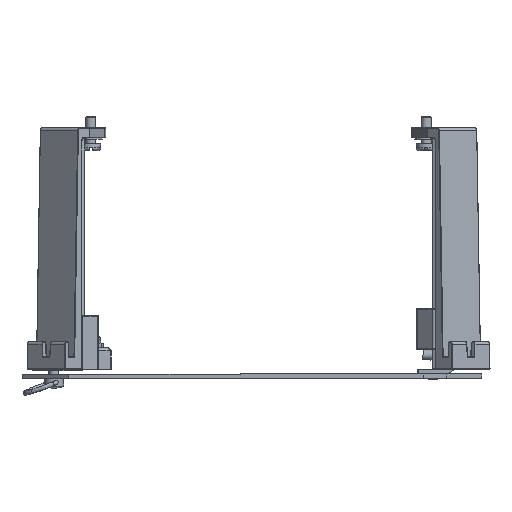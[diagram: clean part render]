
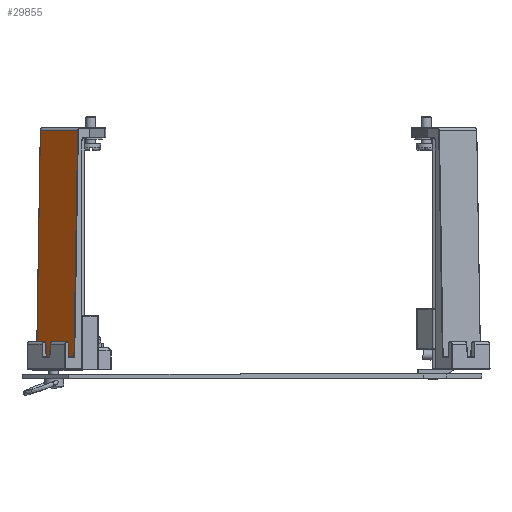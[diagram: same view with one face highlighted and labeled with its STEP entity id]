
A CAD part, front view. The second image highlights one B-rep face of the part: STEP entity #29855.
In plain terms, the highlighted planar face has unit normal (-0.707, -0.707, 0.023).
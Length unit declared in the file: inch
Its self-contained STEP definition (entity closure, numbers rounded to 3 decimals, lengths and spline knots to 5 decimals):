
#1722 = DIRECTION ( 'NONE',  ( -0.016, -0.016, -1. ) ) ;
#2414 = LINE ( 'NONE', #66104, #4509 ) ;
#3798 = EDGE_CURVE ( 'NONE', #26370, #37800, #49699, .T. ) ;
#4509 = VECTOR ( 'NONE', #33600, 39.37008 ) ;
#4885 = CARTESIAN_POINT ( 'NONE',  ( -3.71447, -4.71498, -0.5 ) ) ;
#4908 = CARTESIAN_POINT ( 'NONE',  ( -3.71543, -4.71595, -0.55861 ) ) ;
#6180 = VECTOR ( 'NONE', #1722, 39.37008 ) ;
#9767 = CARTESIAN_POINT ( 'NONE',  ( -4.06207, -4.36962, -0.55861 ) ) ;
#16046 = DIRECTION ( 'NONE',  ( 0.016, 0.016, 1. ) ) ;
#17512 = VERTEX_POINT ( 'NONE', #48306 ) ;
#18321 = VECTOR ( 'NONE', #26273, 39.37008 ) ;
#20902 = DIRECTION ( 'NONE',  ( 0.016, 0.016, 1. ) ) ;
#25125 = LINE ( 'NONE', #35985, #62759 ) ;
#26273 = DIRECTION ( 'NONE',  ( -0.707, 0.707, 0. ) ) ;
#26370 = VERTEX_POINT ( 'NONE', #9767 ) ;
#26446 = VERTEX_POINT ( 'NONE', #27287 ) ;
#27287 = CARTESIAN_POINT ( 'NONE',  ( -3.43787, -5.13141, -4.768 ) ) ;
#27325 = CARTESIAN_POINT ( 'NONE',  ( -4.0611, -4.36865, -0.5 ) ) ;
#27888 = ORIENTED_EDGE ( 'NONE', *, *, #48002, .T. ) ;
#29855 = ADVANCED_FACE ( 'NONE', ( #41643 ), #42672, .T. ) ;
#33600 = DIRECTION ( 'NONE',  ( 0.707, -0.707, 0. ) ) ;
#35985 = CARTESIAN_POINT ( 'NONE',  ( -3.36784, -5.06132, -0.5 ) ) ;
#36069 = LINE ( 'NONE', #4908, #18321 ) ;
#37800 = VERTEX_POINT ( 'NONE', #51633 ) ;
#41643 = FACE_OUTER_BOUND ( 'NONE', #58021, .T. ) ;
#42672 = PLANE ( 'NONE',  #50266 ) ;
#44232 = EDGE_CURVE ( 'NONE', #37800, #26446, #2414, .T. ) ;
#47624 = ORIENTED_EDGE ( 'NONE', *, *, #44232, .T. ) ;
#48002 = EDGE_CURVE ( 'NONE', #17512, #26370, #36069, .T. ) ;
#48306 = CARTESIAN_POINT ( 'NONE',  ( -3.3688, -5.06228, -0.55861 ) ) ;
#49699 = LINE ( 'NONE', #27325, #6180 ) ;
#50266 = AXIS2_PLACEMENT_3D ( 'NONE', #4885, #68553, #16046 ) ;
#51633 = CARTESIAN_POINT ( 'NONE',  ( -4.13114, -4.43875, -4.768 ) ) ;
#58021 = EDGE_LOOP ( 'NONE', ( #27888, #66428, #47624, #58824 ) ) ;
#58824 = ORIENTED_EDGE ( 'NONE', *, *, #67599, .T. ) ;
#62759 = VECTOR ( 'NONE', #20902, 39.37008 ) ;
#66104 = CARTESIAN_POINT ( 'NONE',  ( -3.78451, -4.78508, -4.768 ) ) ;
#66428 = ORIENTED_EDGE ( 'NONE', *, *, #3798, .T. ) ;
#67599 = EDGE_CURVE ( 'NONE', #26446, #17512, #25125, .T. ) ;
#68553 = DIRECTION ( 'NONE',  ( -0.707, -0.707, 0.023 ) ) ;
